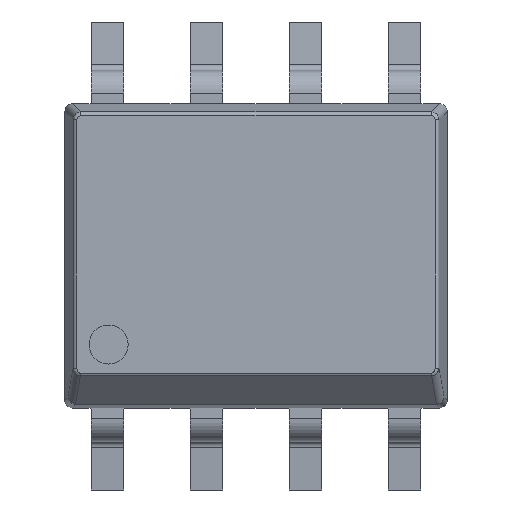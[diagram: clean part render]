
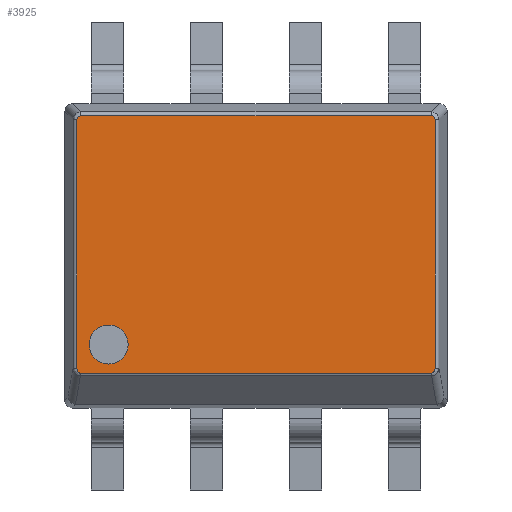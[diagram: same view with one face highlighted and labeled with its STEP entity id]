
A CAD part, top view. The second image highlights one B-rep face of the part: STEP entity #3925.
In plain terms, the highlighted planar face has unit normal (0, 0, 1).
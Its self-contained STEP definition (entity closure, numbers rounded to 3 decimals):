
#28=ELLIPSE('',#4132,0.052,0.05);
#29=ELLIPSE('',#4133,0.052,0.05);
#30=ELLIPSE('',#4134,0.071,0.05);
#31=ELLIPSE('',#4135,0.071,0.05);
#234=LINE('',#5555,#527);
#235=LINE('',#5560,#528);
#236=LINE('',#5564,#529);
#237=LINE('',#5568,#530);
#527=VECTOR('',#4691,1000.);
#528=VECTOR('',#4694,1000.);
#529=VECTOR('',#4697,1000.);
#530=VECTOR('',#4700,1000.);
#712=PLANE('',#4131);
#1130=ORIENTED_EDGE('',*,*,#1594,.F.);
#1131=ORIENTED_EDGE('',*,*,#1797,.T.);
#1132=ORIENTED_EDGE('',*,*,#1798,.T.);
#1133=ORIENTED_EDGE('',*,*,#1799,.T.);
#1134=ORIENTED_EDGE('',*,*,#1800,.T.);
#1135=ORIENTED_EDGE('',*,*,#1801,.T.);
#1136=ORIENTED_EDGE('',*,*,#1802,.T.);
#1137=ORIENTED_EDGE('',*,*,#1803,.T.);
#1138=ORIENTED_EDGE('',*,*,#1804,.T.);
#1594=EDGE_CURVE('',#2013,#2013,#2277,.F.);
#1797=EDGE_CURVE('',#2146,#2147,#234,.F.);
#1798=EDGE_CURVE('',#2147,#2148,#28,.F.);
#1799=EDGE_CURVE('',#2148,#2149,#235,.F.);
#1800=EDGE_CURVE('',#2149,#2150,#29,.F.);
#1801=EDGE_CURVE('',#2150,#2151,#236,.F.);
#1802=EDGE_CURVE('',#2151,#2152,#30,.F.);
#1803=EDGE_CURVE('',#2152,#2153,#237,.T.);
#1804=EDGE_CURVE('',#2153,#2146,#31,.F.);
#2013=VERTEX_POINT('',#5145);
#2146=VERTEX_POINT('',#5556);
#2147=VERTEX_POINT('',#5557);
#2148=VERTEX_POINT('',#5559);
#2149=VERTEX_POINT('',#5561);
#2150=VERTEX_POINT('',#5563);
#2151=VERTEX_POINT('',#5565);
#2152=VERTEX_POINT('',#5567);
#2153=VERTEX_POINT('',#5569);
#2277=CIRCLE('',#4016,0.25);
#2434=EDGE_LOOP('',(#1130));
#2435=EDGE_LOOP('',(#1131,#1132,#1133,#1134,#1135,#1136,#1137,#1138));
#2595=FACE_BOUND('',#2434,.T.);
#2596=FACE_BOUND('',#2435,.T.);
#3925=ADVANCED_FACE('',(#2595,#2596),#712,.F.);
#4016=AXIS2_PLACEMENT_3D('',#5144,#4297,#4298);
#4131=AXIS2_PLACEMENT_3D('',#5554,#4689,#4690);
#4132=AXIS2_PLACEMENT_3D('',#5558,#4692,#4693);
#4133=AXIS2_PLACEMENT_3D('',#5562,#4695,#4696);
#4134=AXIS2_PLACEMENT_3D('',#5566,#4698,#4699);
#4135=AXIS2_PLACEMENT_3D('',#5570,#4701,#4702);
#4297=DIRECTION('',(0.,0.,-1.));
#4298=DIRECTION('',(-1.,0.,0.));
#4689=DIRECTION('',(0.,0.,-1.));
#4690=DIRECTION('',(-1.,0.,0.));
#4691=DIRECTION('',(0.,-1.,0.));
#4692=DIRECTION('',(0.,0.,-1.));
#4693=DIRECTION('',(0.707,0.707,0.));
#4694=DIRECTION('',(1.,0.,0.));
#4695=DIRECTION('',(0.,0.,-1.));
#4696=DIRECTION('',(-0.707,0.707,0.));
#4697=DIRECTION('',(0.,1.,0.));
#4698=DIRECTION('',(0.,0.,-1.));
#4699=DIRECTION('',(-0.174,-0.985,0.));
#4700=DIRECTION('',(1.,0.,0.));
#4701=DIRECTION('',(0.,0.,-1.));
#4702=DIRECTION('',(-0.174,0.985,0.));
#5144=CARTESIAN_POINT('',(-1.89,-1.138,1.68));
#5145=CARTESIAN_POINT('',(-2.14,-1.138,1.68));
#5554=CARTESIAN_POINT('',(0.,0.,1.68));
#5555=CARTESIAN_POINT('',(2.295,1.739,1.68));
#5556=CARTESIAN_POINT('',(2.295,-1.441,1.68));
#5557=CARTESIAN_POINT('',(2.295,1.746,1.68));
#5558=CARTESIAN_POINT('',(2.244,1.744,1.68));
#5559=CARTESIAN_POINT('',(2.246,1.795,1.68));
#5560=CARTESIAN_POINT('',(-2.239,1.795,1.68));
#5561=CARTESIAN_POINT('',(-2.246,1.795,1.68));
#5562=CARTESIAN_POINT('',(-2.244,1.744,1.68));
#5563=CARTESIAN_POINT('',(-2.295,1.746,1.68));
#5564=CARTESIAN_POINT('',(-2.295,-1.4,1.68));
#5565=CARTESIAN_POINT('',(-2.295,-1.441,1.68));
#5566=CARTESIAN_POINT('',(-2.244,-1.433,1.68));
#5567=CARTESIAN_POINT('',(-2.251,-1.503,1.68));
#5568=CARTESIAN_POINT('',(0.,-1.503,1.68));
#5569=CARTESIAN_POINT('',(2.251,-1.503,1.68));
#5570=CARTESIAN_POINT('',(2.244,-1.433,1.68));
